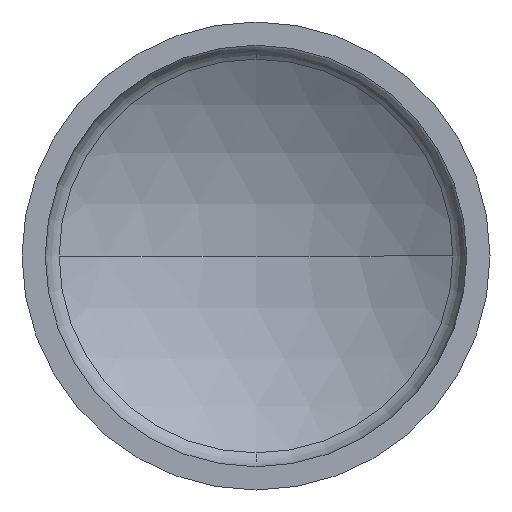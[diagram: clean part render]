
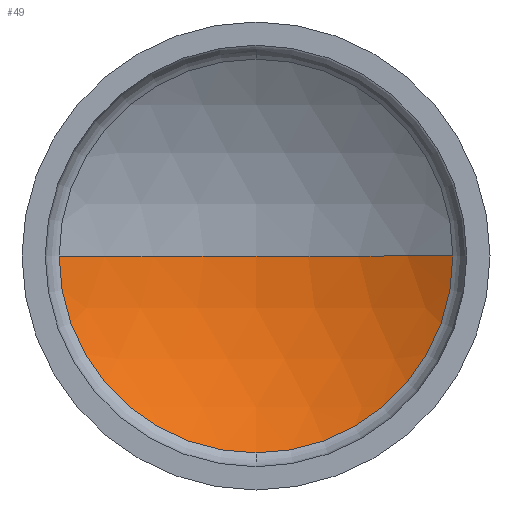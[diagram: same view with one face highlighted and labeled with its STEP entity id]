
A CAD part, front view. The second image highlights one B-rep face of the part: STEP entity #49.
In plain terms, the highlighted spherical face has radius 45.78 mm.
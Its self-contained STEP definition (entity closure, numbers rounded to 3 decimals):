
#3 = FACE_OUTER_BOUND ( 'NONE', #141, .T. ) ;
#20 = VERTEX_POINT ( 'NONE', #208 ) ;
#24 = VERTEX_POINT ( 'NONE', #43 ) ;
#43 = CARTESIAN_POINT ( 'NONE',  ( 25.366, 12.33, 0. ) ) ;
#49 = ADVANCED_FACE ( 'NONE', ( #3 ), #235, .F. ) ;
#84 = DIRECTION ( 'NONE',  ( 0., 1., 0. ) ) ;
#85 = DIRECTION ( 'NONE',  ( 0., 1., 0. ) ) ;
#91 = CIRCLE ( 'NONE', #387, 25.366 ) ;
#94 = CARTESIAN_POINT ( 'NONE',  ( 0., 12.33, 0. ) ) ;
#99 = VERTEX_POINT ( 'NONE', #284 ) ;
#115 = EDGE_CURVE ( 'NONE', #20, #99, #163, .T. ) ;
#123 = ORIENTED_EDGE ( 'NONE', *, *, #115, .F. ) ;
#133 = CARTESIAN_POINT ( 'NONE',  ( 0., -25.78, 0. ) ) ;
#141 = EDGE_LOOP ( 'NONE', ( #337, #351, #123, #241 ) ) ;
#147 = DIRECTION ( 'NONE',  ( -1., 0., 0. ) ) ;
#156 = EDGE_CURVE ( 'NONE', #24, #99, #332, .T. ) ;
#163 = CIRCLE ( 'NONE', #396, 45.78 ) ;
#204 = CIRCLE ( 'NONE', #449, 25.366 ) ;
#208 = CARTESIAN_POINT ( 'NONE',  ( -25.366, 12.33, 0. ) ) ;
#218 = DIRECTION ( 'NONE',  ( 0., 0., 1. ) ) ;
#222 = CARTESIAN_POINT ( 'NONE',  ( 0., 12.33, 0. ) ) ;
#235 = SPHERICAL_SURFACE ( 'NONE', #414, 45.78 ) ;
#241 = ORIENTED_EDGE ( 'NONE', *, *, #349, .F. ) ;
#275 = AXIS2_PLACEMENT_3D ( 'NONE', #320, #218, #360 ) ;
#284 = CARTESIAN_POINT ( 'NONE',  ( 0., 20., 0. ) ) ;
#307 = DIRECTION ( 'NONE',  ( -1., 0., 0. ) ) ;
#317 = DIRECTION ( 'NONE',  ( 0., 0., 1. ) ) ;
#320 = CARTESIAN_POINT ( 'NONE',  ( 0., -25.78, 0. ) ) ;
#322 = DIRECTION ( 'NONE',  ( 0., 0., -1. ) ) ;
#331 = DIRECTION ( 'NONE',  ( 0., 0., 1. ) ) ;
#332 = CIRCLE ( 'NONE', #275, 45.78 ) ;
#336 = DIRECTION ( 'NONE',  ( 0., 0., 1. ) ) ;
#337 = ORIENTED_EDGE ( 'NONE', *, *, #384, .F. ) ;
#349 = EDGE_CURVE ( 'NONE', #404, #20, #91, .T. ) ;
#351 = ORIENTED_EDGE ( 'NONE', *, *, #156, .T. ) ;
#360 = DIRECTION ( 'NONE',  ( 1., 0., 0. ) ) ;
#384 = EDGE_CURVE ( 'NONE', #24, #404, #204, .T. ) ;
#387 = AXIS2_PLACEMENT_3D ( 'NONE', #94, #84, #331 ) ;
#396 = AXIS2_PLACEMENT_3D ( 'NONE', #430, #322, #147 ) ;
#404 = VERTEX_POINT ( 'NONE', #412 ) ;
#412 = CARTESIAN_POINT ( 'NONE',  ( 0., 12.33, -25.366 ) ) ;
#414 = AXIS2_PLACEMENT_3D ( 'NONE', #133, #317, #307 ) ;
#430 = CARTESIAN_POINT ( 'NONE',  ( 0., -25.78, 0. ) ) ;
#449 = AXIS2_PLACEMENT_3D ( 'NONE', #222, #85, #336 ) ;
